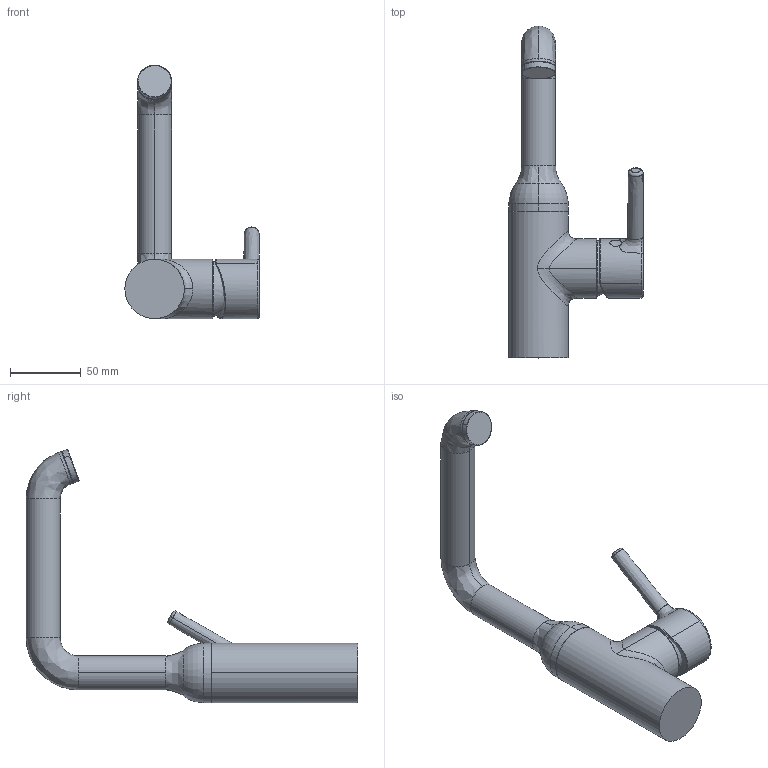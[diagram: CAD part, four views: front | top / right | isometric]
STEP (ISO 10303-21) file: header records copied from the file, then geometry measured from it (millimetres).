
FILE_DESCRIPTION (( 'STEP AP203' ), '1' );
FILE_NAME ('2611FH-33(2023)+5455220733(2023).STEP', '2023-05-12T06:07:22', ( '' ), ( '' ), 'SwSTEP 2.0', 'SolidWorks 2016', '' );
FILE_SCHEMA (( 'CONFIG_CONTROL_DESIGN' ));
Length unit declared in the file: millimetre
Products named in the file (1): 2611FH-33(2023)+5455220733(2023)
Bounding box: 94.91 x 234.4 x 179.06 mm (x, y, z)
Surface area: 55715 mm2 (no closed solid volume)
Topology: 0 solids, 5 shells, 81 faces, 175 edges, 107 vertices
Faces by surface type: bspline 40, cylinder 24, plane 15, torus 2
Entity records: 9768 total; most frequent: CARTESIAN_POINT 8183, ORIENTED_EDGE 348, DIRECTION 256, EDGE_CURVE 175, AXIS2_PLACEMENT_3D 114, VERTEX_POINT 107, EDGE_LOOP 85, ADVANCED_FACE 81
